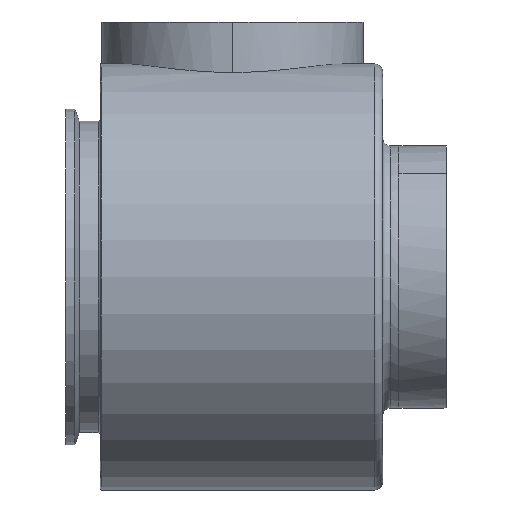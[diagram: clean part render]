
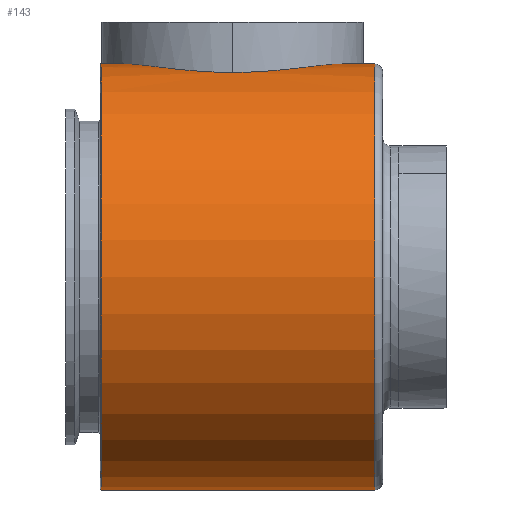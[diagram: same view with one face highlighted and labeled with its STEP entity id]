
A CAD part, left-side view. The second image highlights one B-rep face of the part: STEP entity #143.
In plain terms, the highlighted cylindrical face has radius 82.55 mm (diameter 165.1 mm), a partial arc.
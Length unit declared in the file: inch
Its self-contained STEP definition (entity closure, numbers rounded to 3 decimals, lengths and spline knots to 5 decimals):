
#1 = CARTESIAN_POINT ( 'NONE',  ( -0.64608, -0.98858, 3.1852 ) ) ;
#4 = EDGE_CURVE ( 'NONE', #655, #693, #44, .T. ) ;
#9 = ORIENTED_EDGE ( 'NONE', *, *, #4, .T. ) ;
#13 = DIRECTION ( 'NONE',  ( 0., 0., 1. ) ) ;
#42 = CARTESIAN_POINT ( 'NONE',  ( -0.907, 0., 3.12087 ) ) ;
#44 = LINE ( 'NONE', #506, #799 ) ;
#45 = CARTESIAN_POINT ( 'NONE',  ( -0.62628, 1.0251, 3.18934 ) ) ;
#60 = ORIENTED_EDGE ( 'NONE', *, *, #574, .F. ) ;
#66 = CARTESIAN_POINT ( 'NONE',  ( -0.11844, -1.59149, 3.24788 ) ) ;
#70 = CARTESIAN_POINT ( 'NONE',  ( -0.73942, -0.8056, 3.16492 ) ) ;
#71 = DIRECTION ( 'NONE',  ( 0., 1., 0. ) ) ;
#79 = DIRECTION ( 'NONE',  ( 0., 0., 1. ) ) ;
#95 = CARTESIAN_POINT ( 'NONE',  ( -0.907, -0.0104, 3.12087 ) ) ;
#104 = CARTESIAN_POINT ( 'NONE',  ( -0.51048, 1.19606, 3.20975 ) ) ;
#107 = ORIENTED_EDGE ( 'NONE', *, *, #171, .T. ) ;
#117 = VERTEX_POINT ( 'NONE', #677 ) ;
#128 = CARTESIAN_POINT ( 'NONE',  ( -0.16752, -1.5529, 3.24572 ) ) ;
#132 = CARTESIAN_POINT ( 'NONE',  ( -0.82466, -0.57405, 3.14371 ) ) ;
#143 = ADVANCED_FACE ( 'NONE', ( #414 ), #794, .T. ) ;
#171 = EDGE_CURVE ( 'NONE', #320, #331, #576, .T. ) ;
#177 = CARTESIAN_POINT ( 'NONE',  ( -0.90176, 0.16659, 3.12241 ) ) ;
#181 = CARTESIAN_POINT ( 'NONE',  ( -0.43274, 1.29377, 3.22117 ) ) ;
#187 = CIRCLE ( 'NONE', #411, 3.25 ) ;
#193 = VERTEX_POINT ( 'NONE', #511 ) ;
#204 = CARTESIAN_POINT ( 'NONE',  ( -0.26316, -1.47234, 3.23995 ) ) ;
#209 = CARTESIAN_POINT ( 'NONE',  ( -0.88118, -0.3309, 3.12828 ) ) ;
#217 = CARTESIAN_POINT ( 'NONE',  ( 0., 2.3, -3.25 ) ) ;
#237 = EDGE_CURVE ( 'NONE', #331, #117, #340, .T. ) ;
#250 = CARTESIAN_POINT ( 'NONE',  ( -0.907, 0., 3.12087 ) ) ;
#253 = CARTESIAN_POINT ( 'NONE',  ( -0.86597, 0.41144, 3.13258 ) ) ;
#254 = CARTESIAN_POINT ( 'NONE',  ( -0.32172, 1.41612, 3.23453 ) ) ;
#270 = CARTESIAN_POINT ( 'NONE',  ( -0.03459, -1.65235, 3.25 ) ) ;
#274 = CARTESIAN_POINT ( 'NONE',  ( -0.43423, -1.29396, 3.22135 ) ) ;
#277 = CARTESIAN_POINT ( 'NONE',  ( -0.90051, -0.1663, 3.12275 ) ) ;
#284 = CARTESIAN_POINT ( 'NONE',  ( 0., 2.002, 0. ) ) ;
#318 = CARTESIAN_POINT ( 'NONE',  ( -0.82407, 0.57145, 3.14382 ) ) ;
#320 = VERTEX_POINT ( 'NONE', #832 ) ;
#321 = CARTESIAN_POINT ( 'NONE',  ( -0.13646, 1.57962, 3.24775 ) ) ;
#331 = VERTEX_POINT ( 'NONE', #623 ) ;
#340 = LINE ( 'NONE', #838, #724 ) ;
#349 = CARTESIAN_POINT ( 'NONE',  ( -0.55827, -1.12916, 3.20178 ) ) ;
#352 = CARTESIAN_POINT ( 'NONE',  ( -0.90537, -0.08337, 3.12135 ) ) ;
#363 = DIRECTION ( 'NONE',  ( 0., 0., 1. ) ) ;
#377 = CARTESIAN_POINT ( 'NONE',  ( 0., 1.67492, 3.25 ) ) ;
#398 = CARTESIAN_POINT ( 'NONE',  ( -0.78464, 0.69005, 3.1539 ) ) ;
#400 = CARTESIAN_POINT ( 'NONE',  ( 0., 1.67492, 3.25 ) ) ;
#411 = AXIS2_PLACEMENT_3D ( 'NONE', #284, #822, #363 ) ;
#412 = EDGE_CURVE ( 'NONE', #117, #725, #556, .T. ) ;
#414 = FACE_OUTER_BOUND ( 'NONE', #922, .T. ) ;
#428 = CARTESIAN_POINT ( 'NONE',  ( -0.62532, -1.02425, 3.18935 ) ) ;
#431 = CARTESIAN_POINT ( 'NONE',  ( -0.90659, -0.04174, 3.12099 ) ) ;
#437 = CARTESIAN_POINT ( 'NONE',  ( 0., 2.3, 0. ) ) ;
#438 = ORIENTED_EDGE ( 'NONE', *, *, #759, .F. ) ;
#439 = DIRECTION ( 'NONE',  ( 0., 1., 0. ) ) ;
#470 = CARTESIAN_POINT ( 'NONE',  ( -0.7046, 0.88056, 3.17295 ) ) ;
#495 = CARTESIAN_POINT ( 'NONE',  ( -0.06852, -1.62868, 3.24945 ) ) ;
#500 = CARTESIAN_POINT ( 'NONE',  ( -0.70487, -0.88002, 3.17289 ) ) ;
#503 = B_SPLINE_CURVE_WITH_KNOTS ( 'NONE', 3,
 ( #250, #916, #177, #700, #253, #779, #318, #847, #398, #919, #470, #45, #557, #104, #639, #181, #703, #254, #781, #321, #849, #400 ),
 .UNSPECIFIED., .F., .F.,
 ( 4, 2, 2, 2, 2, 2, 2, 2, 2, 2, 4 ),
 ( 0., 0.00629, 0.01258, 0.01572, 0.01887, 0.02516, 0.03145, 0.03459, 0.03774, 0.04402, 0.05031 ),
 .UNSPECIFIED. ) ;
#506 = CARTESIAN_POINT ( 'NONE',  ( 0., 2.3, 3.25 ) ) ;
#511 = CARTESIAN_POINT ( 'NONE',  ( 0., 2.002, -3.25 ) ) ;
#513 = DIRECTION ( 'NONE',  ( 0., 1., 0. ) ) ;
#547 = DIRECTION ( 'NONE',  ( 0., 1., 0. ) ) ;
#556 = B_SPLINE_CURVE_WITH_KNOTS ( 'NONE', 3,
 ( #580, #270, #495, #66, #584, #128, #663, #204, #728, #274, #805, #349, #871, #428, #1, #500, #70, #588, #132, #666, #209, #732, #277, #810, #352, #873, #431, #650, #95, #624 ),
 .UNSPECIFIED., .F., .F.,
 ( 4, 2, 2, 2, 2, 2, 2, 2, 2, 2, 2, 2, 2, 2, 4 ),
 ( 0.30158, 0.3047, 0.30626, 0.30783, 0.31407, 0.32032, 0.32345, 0.32657, 0.33282, 0.33907, 0.34532, 0.34844, 0.35, 0.35078, 0.35156 ),
 .UNSPECIFIED. ) ;
#557 = CARTESIAN_POINT ( 'NONE',  ( -0.5827, 1.09495, 3.19771 ) ) ;
#574 = EDGE_CURVE ( 'NONE', #193, #693, #187, .T. ) ;
#576 = CIRCLE ( 'NONE', #803, 3.25 ) ;
#580 = CARTESIAN_POINT ( 'NONE',  ( 0., -1.67492, 3.25 ) ) ;
#584 = CARTESIAN_POINT ( 'NONE',  ( -0.13491, -1.57882, 3.24724 ) ) ;
#588 = CARTESIAN_POINT ( 'NONE',  ( -0.79931, -0.65261, 3.15033 ) ) ;
#623 = CARTESIAN_POINT ( 'NONE',  ( 0., -2.17, 3.25 ) ) ;
#624 = CARTESIAN_POINT ( 'NONE',  ( -0.907, 0., 3.12087 ) ) ;
#639 = CARTESIAN_POINT ( 'NONE',  ( -0.48517, 1.22927, 3.21369 ) ) ;
#650 = CARTESIAN_POINT ( 'NONE',  ( -0.90692, -0.02089, 3.1209 ) ) ;
#655 = VERTEX_POINT ( 'NONE', #377 ) ;
#663 = CARTESIAN_POINT ( 'NONE',  ( -0.18369, -1.53964, 3.24484 ) ) ;
#666 = CARTESIAN_POINT ( 'NONE',  ( -0.86577, -0.41252, 3.13263 ) ) ;
#674 = DIRECTION ( 'NONE',  ( 0., 1., 0. ) ) ;
#677 = CARTESIAN_POINT ( 'NONE',  ( 0., -1.67492, 3.25 ) ) ;
#687 = LINE ( 'NONE', #217, #856 ) ;
#693 = VERTEX_POINT ( 'NONE', #694 ) ;
#694 = CARTESIAN_POINT ( 'NONE',  ( 0., 2.002, 3.25 ) ) ;
#700 = CARTESIAN_POINT ( 'NONE',  ( -0.88124, 0.33043, 3.12826 ) ) ;
#703 = CARTESIAN_POINT ( 'NONE',  ( -0.40564, 1.32506, 3.22471 ) ) ;
#720 = EDGE_CURVE ( 'NONE', #725, #655, #503, .T. ) ;
#724 = VECTOR ( 'NONE', #547, 39.37008 ) ;
#725 = VERTEX_POINT ( 'NONE', #42 ) ;
#728 = CARTESIAN_POINT ( 'NONE',  ( -0.32273, -1.41509, 3.23442 ) ) ;
#732 = CARTESIAN_POINT ( 'NONE',  ( -0.89663, -0.20758, 3.12387 ) ) ;
#749 = ORIENTED_EDGE ( 'NONE', *, *, #237, .T. ) ;
#759 = EDGE_CURVE ( 'NONE', #320, #193, #687, .T. ) ;
#779 = CARTESIAN_POINT ( 'NONE',  ( -0.83549, 0.53162, 3.14079 ) ) ;
#781 = CARTESIAN_POINT ( 'NONE',  ( -0.26229, 1.47308, 3.24001 ) ) ;
#794 = CYLINDRICAL_SURFACE ( 'NONE', #893, 3.25 ) ;
#795 = ORIENTED_EDGE ( 'NONE', *, *, #412, .T. ) ;
#799 = VECTOR ( 'NONE', #71, 39.37008 ) ;
#803 = AXIS2_PLACEMENT_3D ( 'NONE', #883, #439, #13 ) ;
#805 = CARTESIAN_POINT ( 'NONE',  ( -0.48616, -1.23008, 3.2138 ) ) ;
#810 = CARTESIAN_POINT ( 'NONE',  ( -0.9044, -0.10413, 3.12163 ) ) ;
#822 = DIRECTION ( 'NONE',  ( 0., 1., 0. ) ) ;
#832 = CARTESIAN_POINT ( 'NONE',  ( 0., -2.17, -3.25 ) ) ;
#838 = CARTESIAN_POINT ( 'NONE',  ( 0., 2.3, 3.25 ) ) ;
#847 = CARTESIAN_POINT ( 'NONE',  ( -0.79866, 0.65067, 3.15037 ) ) ;
#849 = CARTESIAN_POINT ( 'NONE',  ( -0.07007, 1.6292, 3.25 ) ) ;
#856 = VECTOR ( 'NONE', #674, 39.37008 ) ;
#871 = CARTESIAN_POINT ( 'NONE',  ( -0.58141, -1.09456, 3.19765 ) ) ;
#873 = CARTESIAN_POINT ( 'NONE',  ( -0.90635, -0.05215, 3.12106 ) ) ;
#883 = CARTESIAN_POINT ( 'NONE',  ( 0., -2.17, 0. ) ) ;
#892 = ORIENTED_EDGE ( 'NONE', *, *, #720, .T. ) ;
#893 = AXIS2_PLACEMENT_3D ( 'NONE', #437, #513, #79 ) ;
#916 = CARTESIAN_POINT ( 'NONE',  ( -0.907, 0.08377, 3.12087 ) ) ;
#919 = CARTESIAN_POINT ( 'NONE',  ( -0.73933, 0.80587, 3.16494 ) ) ;
#922 = EDGE_LOOP ( 'NONE', ( #438, #107, #749, #795, #892, #9, #60 ) ) ;
